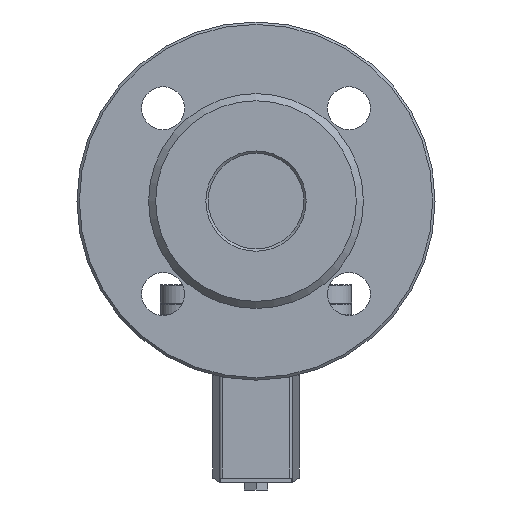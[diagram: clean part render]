
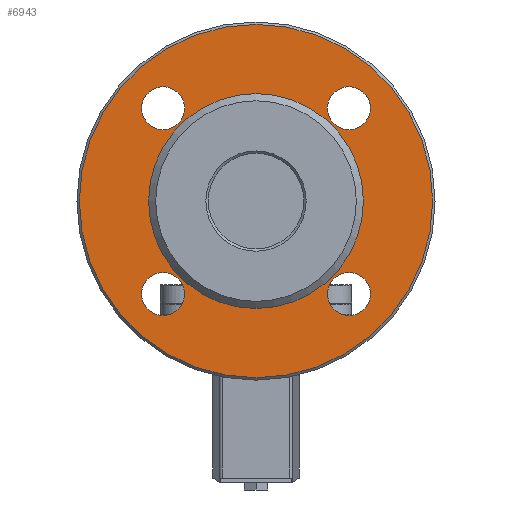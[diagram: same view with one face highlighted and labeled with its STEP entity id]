
A CAD part, left-side view. The second image highlights one B-rep face of the part: STEP entity #6943.
In plain terms, the highlighted planar face has unit normal (-1, 0, 0).
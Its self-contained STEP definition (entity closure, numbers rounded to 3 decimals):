
#182=FACE_BOUND('',#2420,.T.);
#183=FACE_BOUND('',#2421,.T.);
#184=FACE_BOUND('',#2422,.T.);
#185=FACE_BOUND('',#2423,.T.);
#186=FACE_BOUND('',#2424,.T.);
#449=PLANE('',#7645);
#2001=FACE_OUTER_BOUND('',#2419,.T.);
#2419=EDGE_LOOP('',(#6124));
#2420=EDGE_LOOP('',(#6125));
#2421=EDGE_LOOP('',(#6126));
#2422=EDGE_LOOP('',(#6127));
#2423=EDGE_LOOP('',(#6128));
#2424=EDGE_LOOP('',(#6129));
#2686=CIRCLE('',#7644,74.);
#2687=CIRCLE('',#7646,45.);
#2688=CIRCLE('',#7647,9.);
#2689=CIRCLE('',#7648,9.);
#2690=CIRCLE('',#7649,9.);
#2691=CIRCLE('',#7650,9.);
#3286=VERTEX_POINT('',#12961);
#3287=VERTEX_POINT('',#12965);
#3288=VERTEX_POINT('',#12967);
#3289=VERTEX_POINT('',#12969);
#3290=VERTEX_POINT('',#12971);
#3291=VERTEX_POINT('',#12973);
#4234=EDGE_CURVE('',#3286,#3286,#2686,.T.);
#4235=EDGE_CURVE('',#3287,#3287,#2687,.T.);
#4236=EDGE_CURVE('',#3288,#3288,#2688,.T.);
#4237=EDGE_CURVE('',#3289,#3289,#2689,.T.);
#4238=EDGE_CURVE('',#3290,#3290,#2690,.T.);
#4239=EDGE_CURVE('',#3291,#3291,#2691,.T.);
#6124=ORIENTED_EDGE('',*,*,#4234,.F.);
#6125=ORIENTED_EDGE('',*,*,#4235,.F.);
#6126=ORIENTED_EDGE('',*,*,#4236,.F.);
#6127=ORIENTED_EDGE('',*,*,#4237,.F.);
#6128=ORIENTED_EDGE('',*,*,#4238,.F.);
#6129=ORIENTED_EDGE('',*,*,#4239,.F.);
#6943=ADVANCED_FACE('',(#2001,#182,#183,#184,#185,#186),#449,.F.);
#7644=AXIS2_PLACEMENT_3D('',#12963,#9522,#9523);
#7645=AXIS2_PLACEMENT_3D('',#12964,#9524,#9525);
#7646=AXIS2_PLACEMENT_3D('',#12966,#9526,#9527);
#7647=AXIS2_PLACEMENT_3D('',#12968,#9528,#9529);
#7648=AXIS2_PLACEMENT_3D('',#12970,#9530,#9531);
#7649=AXIS2_PLACEMENT_3D('',#12972,#9532,#9533);
#7650=AXIS2_PLACEMENT_3D('',#12974,#9534,#9535);
#9522=DIRECTION('center_axis',(1.,0.,0.));
#9523=DIRECTION('ref_axis',(0.,0.,1.));
#9524=DIRECTION('center_axis',(1.,0.,0.));
#9525=DIRECTION('ref_axis',(0.,0.,-1.));
#9526=DIRECTION('center_axis',(-1.,0.,0.));
#9527=DIRECTION('ref_axis',(0.,-1.,0.));
#9528=DIRECTION('center_axis',(-1.,0.,0.));
#9529=DIRECTION('ref_axis',(0.,0.,1.));
#9530=DIRECTION('center_axis',(-1.,0.,0.));
#9531=DIRECTION('ref_axis',(0.,0.,1.));
#9532=DIRECTION('center_axis',(-1.,0.,0.));
#9533=DIRECTION('ref_axis',(0.,0.,1.));
#9534=DIRECTION('center_axis',(-1.,0.,0.));
#9535=DIRECTION('ref_axis',(0.,0.,1.));
#12961=CARTESIAN_POINT('',(3.,0.,-74.));
#12963=CARTESIAN_POINT('Origin',(3.,0.,0.));
#12964=CARTESIAN_POINT('Origin',(3.,0.,0.));
#12965=CARTESIAN_POINT('',(3.,45.,0.));
#12966=CARTESIAN_POINT('Origin',(3.,0.,0.));
#12967=CARTESIAN_POINT('',(3.,-38.891,29.891));
#12968=CARTESIAN_POINT('Origin',(3.,-38.891,38.891));
#12969=CARTESIAN_POINT('',(3.,38.891,29.891));
#12970=CARTESIAN_POINT('Origin',(3.,38.891,38.891));
#12971=CARTESIAN_POINT('',(3.,38.891,-47.891));
#12972=CARTESIAN_POINT('Origin',(3.,38.891,-38.891));
#12973=CARTESIAN_POINT('',(3.,-38.891,-47.891));
#12974=CARTESIAN_POINT('Origin',(3.,-38.891,-38.891));
